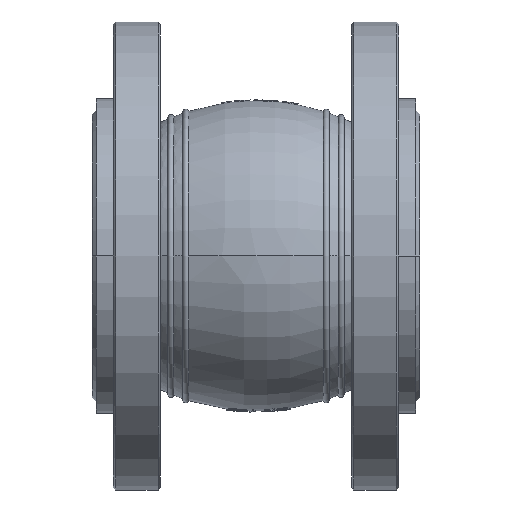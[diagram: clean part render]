
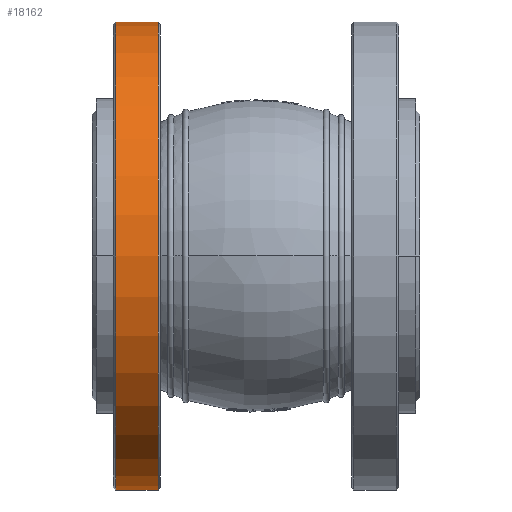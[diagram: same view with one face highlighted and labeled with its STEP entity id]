
A CAD part, front view. The second image highlights one B-rep face of the part: STEP entity #18162.
In plain terms, the highlighted cylindrical face has radius 110 mm (diameter 220 mm), a partial arc.
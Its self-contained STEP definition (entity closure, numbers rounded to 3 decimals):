
#111 = VERTEX_POINT ( 'NONE', #36585 ) ;
#1615 = VERTEX_POINT ( 'NONE', #19433 ) ;
#2184 = AXIS2_PLACEMENT_3D ( 'NONE', #35703, #32325, #23067 ) ;
#2652 = AXIS2_PLACEMENT_3D ( 'NONE', #40168, #39325, #20191 ) ;
#4108 = EDGE_LOOP ( 'NONE', ( #30926, #40947, #33319, #9279 ) ) ;
#5281 = EDGE_CURVE ( 'NONE', #23815, #111, #8635, .T. ) ;
#5623 = EDGE_CURVE ( 'NONE', #1615, #111, #29198, .T. ) ;
#6603 = EDGE_CURVE ( 'NONE', #17183, #23815, #17103, .T. ) ;
#8296 = DIRECTION ( 'NONE',  ( 0., 0., 1. ) ) ;
#8426 = EDGE_CURVE ( 'NONE', #1615, #17183, #19369, .T. ) ;
#8631 = VECTOR ( 'NONE', #26978, 1000. ) ;
#8635 = CIRCLE ( 'NONE', #13996, 110. ) ;
#8877 = CARTESIAN_POINT ( 'NONE',  ( -66., 0., 110. ) ) ;
#9279 = ORIENTED_EDGE ( 'NONE', *, *, #5281, .T. ) ;
#10305 = DIRECTION ( 'NONE',  ( -1., 0., 0. ) ) ;
#11438 = CARTESIAN_POINT ( 'NONE',  ( -66., 0., 0. ) ) ;
#13996 = AXIS2_PLACEMENT_3D ( 'NONE', #11438, #27200, #8296 ) ;
#17103 = LINE ( 'NONE', #39998, #8631 ) ;
#17183 = VERTEX_POINT ( 'NONE', #31345 ) ;
#18162 = ADVANCED_FACE ( 'NONE', ( #22252 ), #35086, .T. ) ;
#19101 = CARTESIAN_POINT ( 'NONE',  ( -45., 0., -110. ) ) ;
#19369 = CIRCLE ( 'NONE', #2652, 110. ) ;
#19433 = CARTESIAN_POINT ( 'NONE',  ( -46., 0., -110. ) ) ;
#20191 = DIRECTION ( 'NONE',  ( 0., 0., -1. ) ) ;
#22252 = FACE_OUTER_BOUND ( 'NONE', #4108, .T. ) ;
#23067 = DIRECTION ( 'NONE',  ( 0., 0., 1. ) ) ;
#23815 = VERTEX_POINT ( 'NONE', #8877 ) ;
#26761 = VECTOR ( 'NONE', #10305, 1000. ) ;
#26978 = DIRECTION ( 'NONE',  ( -1., 0., 0. ) ) ;
#27200 = DIRECTION ( 'NONE',  ( 1., 0., 0. ) ) ;
#29198 = LINE ( 'NONE', #19101, #26761 ) ;
#30926 = ORIENTED_EDGE ( 'NONE', *, *, #5623, .F. ) ;
#31345 = CARTESIAN_POINT ( 'NONE',  ( -46., 0., 110. ) ) ;
#32325 = DIRECTION ( 'NONE',  ( -1., 0., 0. ) ) ;
#33319 = ORIENTED_EDGE ( 'NONE', *, *, #6603, .T. ) ;
#35086 = CYLINDRICAL_SURFACE ( 'NONE', #2184, 110. ) ;
#35703 = CARTESIAN_POINT ( 'NONE',  ( -45., 0., 0. ) ) ;
#36585 = CARTESIAN_POINT ( 'NONE',  ( -66., 0., -110. ) ) ;
#39325 = DIRECTION ( 'NONE',  ( -1., 0., 0. ) ) ;
#39998 = CARTESIAN_POINT ( 'NONE',  ( -45., 0., 110. ) ) ;
#40168 = CARTESIAN_POINT ( 'NONE',  ( -46., 0., 0. ) ) ;
#40947 = ORIENTED_EDGE ( 'NONE', *, *, #8426, .T. ) ;
